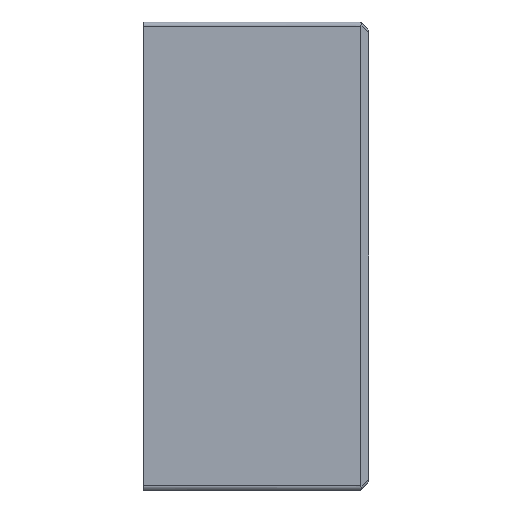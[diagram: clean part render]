
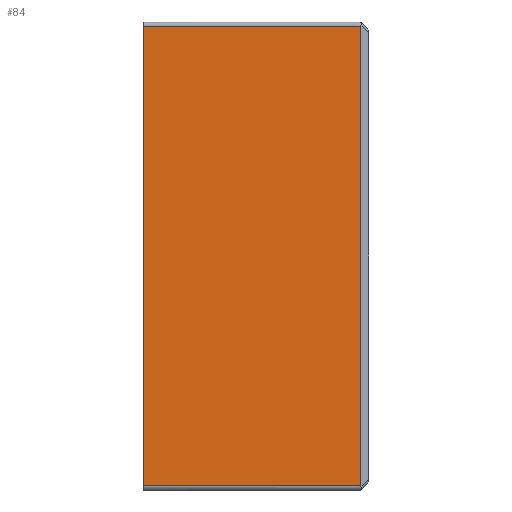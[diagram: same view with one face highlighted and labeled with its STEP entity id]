
A CAD part, left-side view. The second image highlights one B-rep face of the part: STEP entity #84.
In plain terms, the highlighted planar face has unit normal (-1, 0, 0).
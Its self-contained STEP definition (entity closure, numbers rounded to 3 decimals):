
#84=ADVANCED_FACE('',(#175),#176,.T.);
#175=FACE_OUTER_BOUND('',#278,.T.);
#176=PLANE('',#279);
#278=EDGE_LOOP('',(#642,#643,#644,#645));
#279=AXIS2_PLACEMENT_3D('',#646,#647,#648);
#642=ORIENTED_EDGE('',*,*,#868,.F.);
#643=ORIENTED_EDGE('',*,*,#874,.T.);
#644=ORIENTED_EDGE('',*,*,#817,.F.);
#645=ORIENTED_EDGE('',*,*,#873,.T.);
#646=CARTESIAN_POINT('',(-2.9,0.0,-2.9));
#647=DIRECTION('',(-1.0,0.0,0.0));
#648=DIRECTION('',(0.0,0.0,1.0));
#817=EDGE_CURVE('',#1023,#1024,#1025,.T.);
#868=EDGE_CURVE('',#1095,#1097,#1098,.T.);
#873=EDGE_CURVE('',#1023,#1097,#1105,.T.);
#874=EDGE_CURVE('',#1095,#1024,#1106,.T.);
#1023=VERTEX_POINT('',#1364);
#1024=VERTEX_POINT('',#1365);
#1025=LINE('',#1366,#1367);
#1095=VERTEX_POINT('',#1481);
#1097=VERTEX_POINT('',#1486);
#1098=LINE('',#1487,#1488);
#1105=LINE('',#1509,#1510);
#1106=LINE('',#1511,#1512);
#1364=CARTESIAN_POINT('',(-2.9,2.7,-2.85));
#1365=CARTESIAN_POINT('',(-2.9,2.7,2.85));
#1366=CARTESIAN_POINT('',(-2.9,2.7,-2.85));
#1367=VECTOR('',#1648,5.7);
#1481=CARTESIAN_POINT('',(-2.9,0.0,2.85));
#1486=CARTESIAN_POINT('',(-2.9,0.0,-2.85));
#1487=CARTESIAN_POINT('',(-2.9,0.0,2.85));
#1488=VECTOR('',#1732,5.7);
#1509=CARTESIAN_POINT('',(-2.9,2.7,-2.85));
#1510=VECTOR('',#1734,2.7);
#1511=CARTESIAN_POINT('',(-2.9,0.0,2.85));
#1512=VECTOR('',#1735,2.7);
#1648=DIRECTION('',(0.0,0.0,1.0));
#1732=DIRECTION('',(0.0,0.0,-1.0));
#1734=DIRECTION('',(0.0,-1.0,0.0));
#1735=DIRECTION('',(0.0,1.0,0.0));
